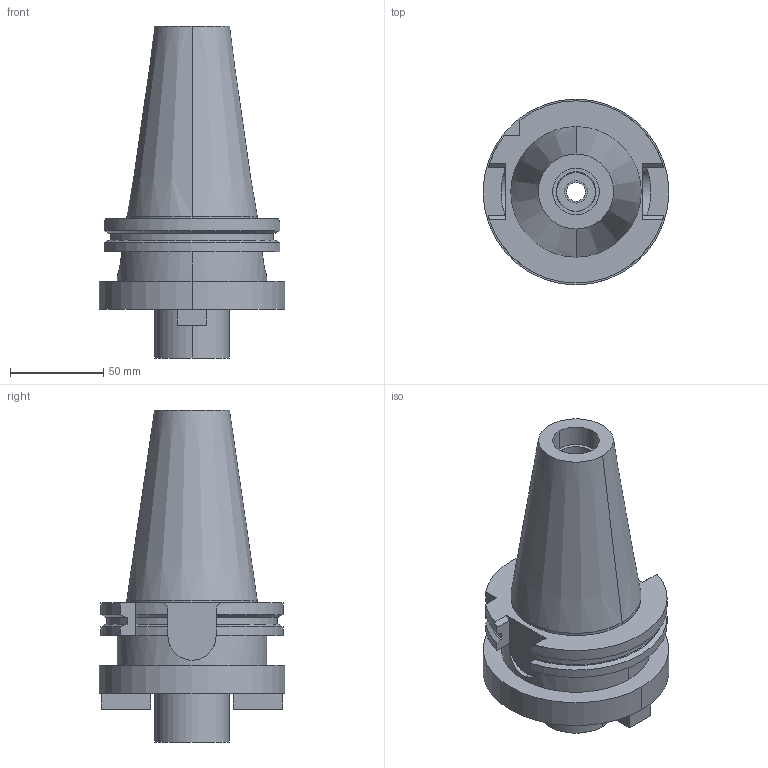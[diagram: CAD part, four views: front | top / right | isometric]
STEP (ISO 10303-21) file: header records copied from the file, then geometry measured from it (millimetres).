
FILE_DESCRIPTION((''),'2;1');
FILE_NAME('BDV50-FMH40-100-50','2018-03-06T',('ykawabe'),(''),'CREO PARAMETRIC BY PTC INC, 2016380','CREO PARAMETRIC BY PTC INC, 2016380','');
FILE_SCHEMA(('AUTOMOTIVE_DESIGN { 1 0 10303 214 1 1 1 1 }'));
Length unit declared in the file: millimetre
Products named in the file (1): BDV50-FMH40-100-50
Bounding box: 99.5 x 99.5 x 177.75 mm (x, y, z)
Volume: 551196.9 mm3; surface area: 66015.7 mm2
Topology: 1 solids, 1 shells, 84 faces, 227 edges, 156 vertices
Faces by surface type: plane 41, cylinder 35, cone 8
Entity records: 3750 total; most frequent: CARTESIAN_POINT 571, DIRECTION 481, ORIENTED_EDGE 454, PRESENTATION_STYLE_ASSIGNMENT 232, STYLED_ITEM 232, CURVE_STYLE 231, EDGE_CURVE 227, AXIS2_PLACEMENT_3D 183
